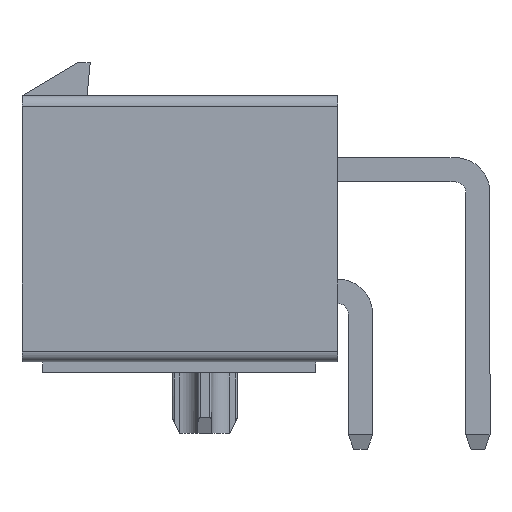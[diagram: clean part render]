
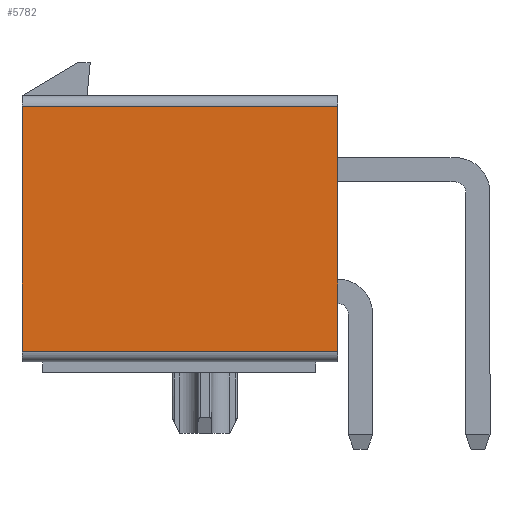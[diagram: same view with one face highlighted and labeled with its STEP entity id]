
A CAD part, left-side view. The second image highlights one B-rep face of the part: STEP entity #5782.
In plain terms, the highlighted face is planar.
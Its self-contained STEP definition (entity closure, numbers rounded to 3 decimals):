
#296=LINE('',#7739,#830);
#298=LINE('',#7748,#832);
#475=LINE('',#8131,#1009);
#476=LINE('',#8132,#1010);
#830=VECTOR('',#6568,1000.);
#832=VECTOR('',#6576,1000.);
#1009=VECTOR('',#6919,1000.);
#1010=VECTOR('',#6920,1000.);
#1798=ORIENTED_EDGE('',*,*,#2775,.F.);
#1799=ORIENTED_EDGE('',*,*,#2583,.F.);
#1800=ORIENTED_EDGE('',*,*,#2776,.F.);
#1801=ORIENTED_EDGE('',*,*,#2587,.F.);
#2583=EDGE_CURVE('',#3107,#3109,#296,.T.);
#2587=EDGE_CURVE('',#3111,#3113,#298,.T.);
#2775=EDGE_CURVE('',#3109,#3111,#475,.T.);
#2776=EDGE_CURVE('',#3113,#3107,#476,.T.);
#3107=VERTEX_POINT('',#7737);
#3109=VERTEX_POINT('',#7740);
#3111=VERTEX_POINT('',#7746);
#3113=VERTEX_POINT('',#7749);
#3488=EDGE_LOOP('',(#1798,#1799,#1800,#1801));
#3732=FACE_BOUND('',#3488,.T.);
#3956=PLANE('',#6062);
#5782=ADVANCED_FACE('',(#3732),#3956,.F.);
#6062=AXIS2_PLACEMENT_3D('',#8130,#6917,#6918);
#6568=DIRECTION('',(0.,-1.,0.));
#6576=DIRECTION('',(0.,1.,0.));
#6917=DIRECTION('',(-1.,0.,0.));
#6918=DIRECTION('',(0.,-1.,0.));
#6919=DIRECTION('',(0.,0.,1.));
#6920=DIRECTION('',(0.,0.,-1.));
#7737=CARTESIAN_POINT('',(4.175,7.4,-5.74));
#7739=CARTESIAN_POINT('',(4.175,7.4,-5.74));
#7740=CARTESIAN_POINT('',(4.175,-7.4,-5.74));
#7746=CARTESIAN_POINT('',(4.175,-7.4,5.74));
#7748=CARTESIAN_POINT('',(4.175,-7.4,5.74));
#7749=CARTESIAN_POINT('',(4.175,7.4,5.74));
#8130=CARTESIAN_POINT('',(4.175,0.,0.));
#8131=CARTESIAN_POINT('',(4.175,-7.4,-6.24));
#8132=CARTESIAN_POINT('',(4.175,7.4,6.24));
